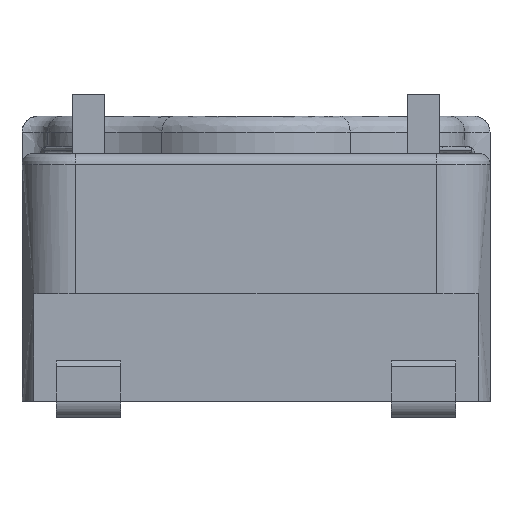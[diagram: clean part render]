
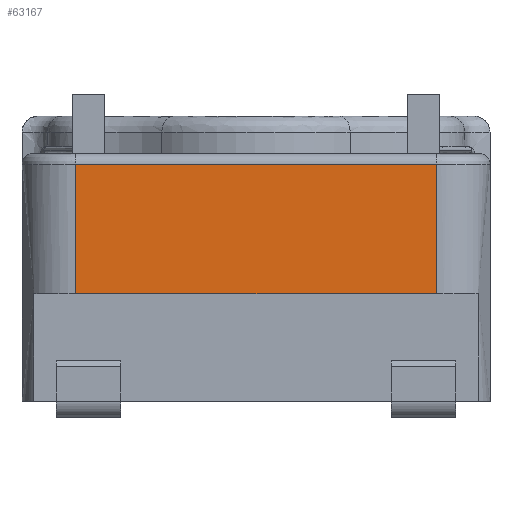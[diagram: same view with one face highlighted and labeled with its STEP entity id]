
A CAD part, front view. The second image highlights one B-rep face of the part: STEP entity #63167.
In plain terms, the highlighted free-form (B-spline) face has degree [1, 1] with [2, 2] control points.
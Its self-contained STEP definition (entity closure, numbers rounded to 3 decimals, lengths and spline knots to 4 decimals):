
#63141 = VERTEX_POINT('',#63142);
#63142 = CARTESIAN_POINT('',(4.1421,-6.1823,
    5.4404));
#63148 = EDGE_CURVE('',#63141,#63149,#63151,.T.);
#63149 = VERTEX_POINT('',#63150);
#63150 = CARTESIAN_POINT('',(4.1421,-6.1823,
    2.4729));
#63151 = B_SPLINE_CURVE_WITH_KNOTS('',1,(#63152,#63153),.UNSPECIFIED.,
  .F.,.F.,(2,2),(0.2,2.6),.PIECEWISE_BEZIER_KNOTS.);
#63152 = CARTESIAN_POINT('',(4.1421,-6.1823,
    5.4404));
#63153 = CARTESIAN_POINT('',(4.1421,-6.1823,
    2.4729));
#63167 = ADVANCED_FACE('',(#63168),#63190,.T.);
#63168 = FACE_BOUND('',#63169,.T.);
#63169 = EDGE_LOOP('',(#63170,#63177,#63178,#63185));
#63170 = ORIENTED_EDGE('',*,*,#63171,.F.);
#63171 = EDGE_CURVE('',#63149,#63172,#63174,.T.);
#63172 = VERTEX_POINT('',#63173);
#63173 = CARTESIAN_POINT('',(-4.1421,-6.1823,
    2.4729));
#63174 = B_SPLINE_CURVE_WITH_KNOTS('',1,(#63175,#63176),.UNSPECIFIED.,
  .F.,.F.,(2,2),(1.,7.7),.PIECEWISE_BEZIER_KNOTS.);
#63175 = CARTESIAN_POINT('',(4.1421,-6.1823,
    2.4729));
#63176 = CARTESIAN_POINT('',(-4.1421,-6.1823,
    2.4729));
#63177 = ORIENTED_EDGE('',*,*,#63148,.F.);
#63178 = ORIENTED_EDGE('',*,*,#63179,.T.);
#63179 = EDGE_CURVE('',#63141,#63180,#63182,.T.);
#63180 = VERTEX_POINT('',#63181);
#63181 = CARTESIAN_POINT('',(-4.1421,-6.1823,
    5.4404));
#63182 = B_SPLINE_CURVE_WITH_KNOTS('',1,(#63183,#63184),.UNSPECIFIED.,
  .F.,.F.,(2,2),(0.,6.7),.PIECEWISE_BEZIER_KNOTS.);
#63183 = CARTESIAN_POINT('',(4.1421,-6.1823,
    5.4404));
#63184 = CARTESIAN_POINT('',(-4.1421,-6.1823,
    5.4404));
#63185 = ORIENTED_EDGE('',*,*,#63186,.T.);
#63186 = EDGE_CURVE('',#63180,#63172,#63187,.T.);
#63187 = B_SPLINE_CURVE_WITH_KNOTS('',1,(#63188,#63189),.UNSPECIFIED.,
  .F.,.F.,(2,2),(0.2,2.6),.PIECEWISE_BEZIER_KNOTS.);
#63188 = CARTESIAN_POINT('',(-4.1421,-6.1823,
    5.4404));
#63189 = CARTESIAN_POINT('',(-4.1421,-6.1823,
    2.4729));
#63190 = B_SPLINE_SURFACE_WITH_KNOTS('',1,1,(
    (#63191,#63192)
    ,(#63193,#63194
    )),.UNSPECIFIED.,.F.,.F.,.F.,(2,2),(2,2),(0.2,2.6),(-6.7,0.),
  .PIECEWISE_BEZIER_KNOTS.);
#63191 = CARTESIAN_POINT('',(-4.1421,-6.1823,
    5.4404));
#63192 = CARTESIAN_POINT('',(4.1421,-6.1823,
    5.4404));
#63193 = CARTESIAN_POINT('',(-4.1421,-6.1823,
    2.4729));
#63194 = CARTESIAN_POINT('',(4.1421,-6.1823,
    2.4729));
